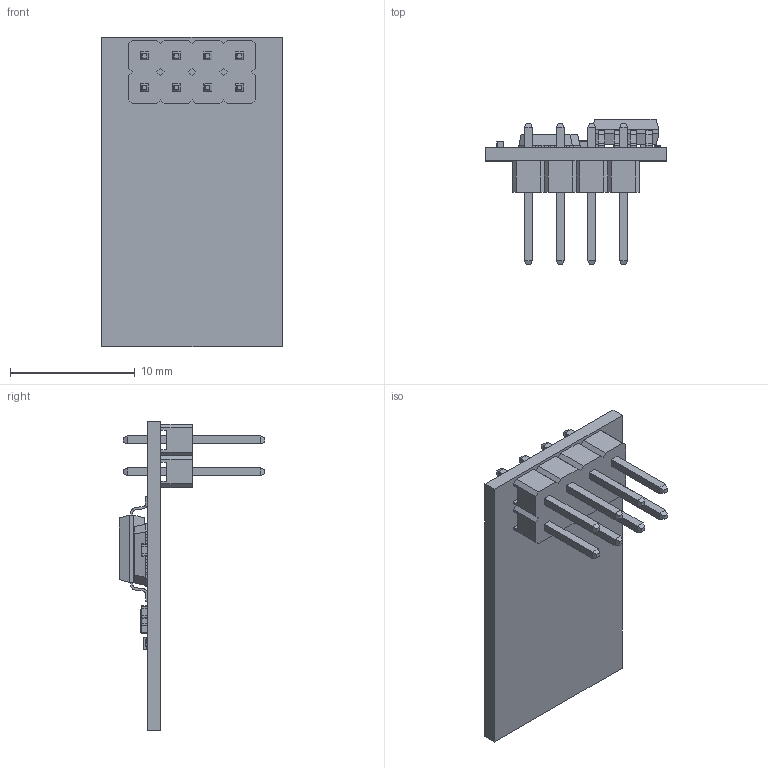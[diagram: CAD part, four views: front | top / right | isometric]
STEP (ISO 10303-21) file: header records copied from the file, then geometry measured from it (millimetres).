
FILE_DESCRIPTION (( 'STEP AP214' ), '1' );
FILE_NAME ('CAF19DF2-277B-4E3F-AAD6-90D0272BEA7D.STEP', '2023-09-24T10:03:40', ( '' ), ( '' ), 'SwSTEP 2.0', 'SolidWorks 2022', '' );
FILE_SCHEMA (( 'AUTOMOTIVE_DESIGN' ));
Length unit declared in the file: millimetre
Products named in the file (1): CAF19DF2-277B-4E3F-AAD6-90D0272BEA7D
Bounding box: 14.5 x 11.68 x 24.8 mm (x, y, z)
Surface area: 1336.4 mm2 (no closed solid volume)
Topology: 0 solids, 89 shells, 604 faces, 2016 edges, 1497 vertices
Faces by surface type: plane 456, cylinder 143, bspline 3, cone 2
Entity records: 28150 total; most frequent: CARTESIAN_POINT 4246, DIRECTION 3529, ORIENTED_EDGE 3019, EDGE_CURVE 2015, LINE 1649, VECTOR 1649, VERTEX_POINT 1497, AXIS2_PLACEMENT_3D 940
